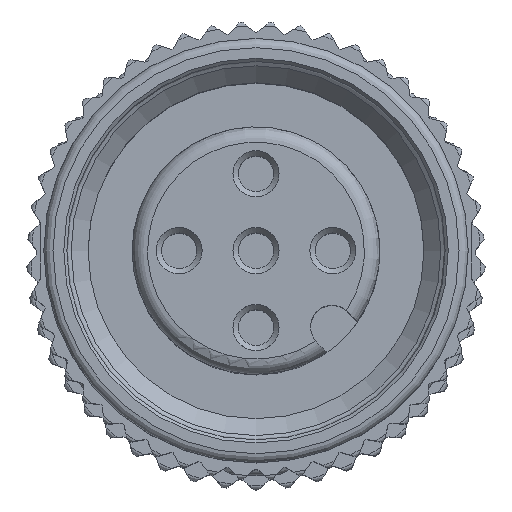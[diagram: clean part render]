
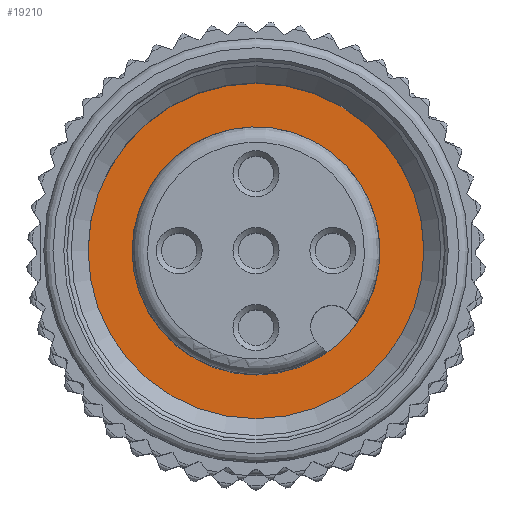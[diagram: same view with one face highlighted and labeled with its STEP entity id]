
A CAD part, top view. The second image highlights one B-rep face of the part: STEP entity #19210.
In plain terms, the highlighted planar face has unit normal (0, 0, 1).
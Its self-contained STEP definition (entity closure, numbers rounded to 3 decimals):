
#848=PLANE('',#20322);
#3232=CIRCLE('',#20320,4.025);
#3234=CIRCLE('',#20323,5.459);
#4787=ORIENTED_EDGE('',*,*,#8957,.F.);
#4788=ORIENTED_EDGE('',*,*,#8953,.T.);
#8953=EDGE_CURVE('',#10935,#10935,#3232,.T.);
#8957=EDGE_CURVE('',#10938,#10938,#3234,.T.);
#10935=VERTEX_POINT('',#28261);
#10938=VERTEX_POINT('',#28269);
#11783=EDGE_LOOP('',(#4787));
#11784=EDGE_LOOP('',(#4788));
#12618=FACE_BOUND('',#11783,.T.);
#12619=FACE_BOUND('',#11784,.T.);
#19210=ADVANCED_FACE('',(#12618,#12619),#848,.F.);
#20320=AXIS2_PLACEMENT_3D('',#28260,#22554,#22555);
#20322=AXIS2_PLACEMENT_3D('',#28267,#22560,#22561);
#20323=AXIS2_PLACEMENT_3D('',#28268,#22562,#22563);
#22554=DIRECTION('',(0.,0.,-1.));
#22555=DIRECTION('',(-1.,0.,0.));
#22560=DIRECTION('',(0.,0.,-1.));
#22561=DIRECTION('',(-1.,0.,0.));
#22562=DIRECTION('',(0.,0.,-1.));
#22563=DIRECTION('',(-1.,0.,0.));
#28260=CARTESIAN_POINT('',(0.,0.,-10.3));
#28261=CARTESIAN_POINT('',(-4.025,0.,-10.3));
#28267=CARTESIAN_POINT('',(0.,4.025,-10.3));
#28268=CARTESIAN_POINT('',(0.,0.,-10.3));
#28269=CARTESIAN_POINT('',(-5.459,0.,-10.3));
